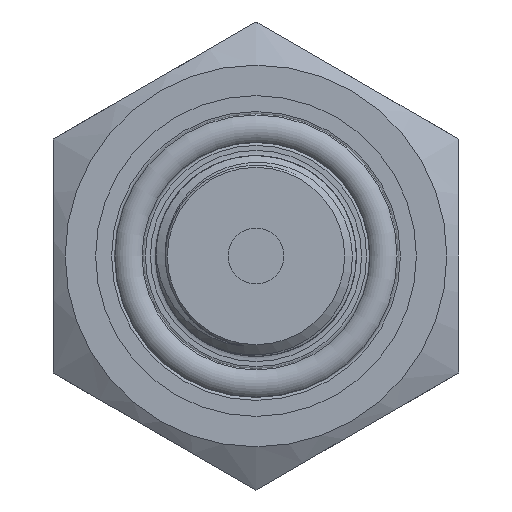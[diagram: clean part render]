
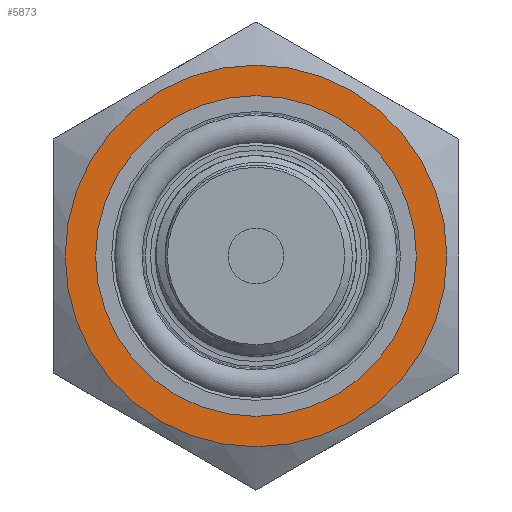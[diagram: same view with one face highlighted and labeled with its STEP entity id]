
A CAD part, left-side view. The second image highlights one B-rep face of the part: STEP entity #5873.
In plain terms, the highlighted planar face has unit normal (-1, 0, 0).
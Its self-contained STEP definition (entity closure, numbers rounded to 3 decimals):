
#316=FACE_BOUND('',#1048,.T.);
#352=PLANE('',#6116);
#684=FACE_OUTER_BOUND('',#1047,.T.);
#1047=EDGE_LOOP('',(#5401));
#1048=EDGE_LOOP('',(#5402));
#1116=CIRCLE('',#6056,11.3);
#1149=CIRCLE('',#6115,9.5);
#2763=VERTEX_POINT('',#14023);
#2800=VERTEX_POINT('',#15911);
#3608=EDGE_CURVE('',#2763,#2763,#1116,.T.);
#3671=EDGE_CURVE('',#2800,#2800,#1149,.T.);
#5401=ORIENTED_EDGE('',*,*,#3608,.T.);
#5402=ORIENTED_EDGE('',*,*,#3671,.T.);
#5873=ADVANCED_FACE('',(#684,#316),#352,.T.);
#6056=AXIS2_PLACEMENT_3D('',#14024,#6661,#6662);
#6115=AXIS2_PLACEMENT_3D('',#15912,#6791,#6792);
#6116=AXIS2_PLACEMENT_3D('',#15914,#6794,#6795);
#6661=DIRECTION('center_axis',(-1.,0.,0.));
#6662=DIRECTION('ref_axis',(0.,1.,0.));
#6791=DIRECTION('center_axis',(1.,0.,0.));
#6792=DIRECTION('ref_axis',(0.,0.,-1.));
#6794=DIRECTION('center_axis',(-1.,0.,0.));
#6795=DIRECTION('ref_axis',(0.,0.,1.));
#14023=CARTESIAN_POINT('',(14.,-11.3,0.));
#14024=CARTESIAN_POINT('Origin',(14.,0.,0.));
#15911=CARTESIAN_POINT('',(14.,-9.5,0.));
#15912=CARTESIAN_POINT('Origin',(14.,0.,0.));
#15914=CARTESIAN_POINT('Origin',(14.,12.,0.));
